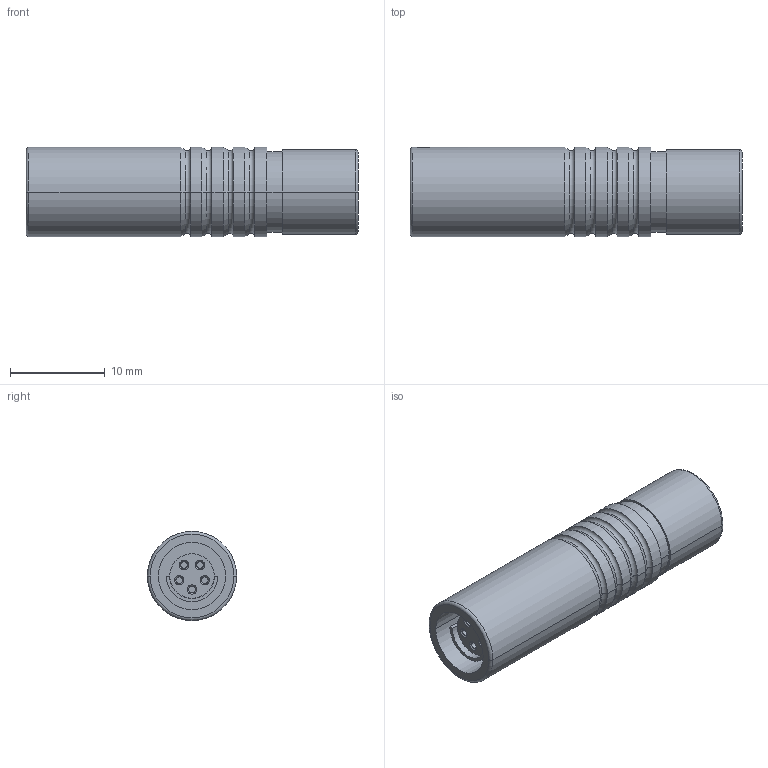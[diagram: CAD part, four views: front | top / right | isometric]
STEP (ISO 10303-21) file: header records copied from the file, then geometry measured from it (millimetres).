
FILE_DESCRIPTION((''),'2;1');
FILE_NAME('K10F1C-P05L','2021-01-25T08:04:55',('RTrager'),(''),'CREO PARAMETRIC BY PTC INC, 2018300','CREO PARAMETRIC BY PTC INC, 2018300','');
FILE_SCHEMA(('AP242_MANAGED_MODEL_BASED_3D_ENGINEERING_MIM_LF { 1 0 10303 442 1 1 4 }'));
Length unit declared in the file: millimetre
Products named in the file (1): K10F1C-P05L
Bounding box: 35 x 9.4 x 9.4 mm (x, y, z)
Volume: 1756.9 mm3; surface area: 2086 mm2
Topology: 1 solids, 1 shells, 129 faces, 288 edges, 178 vertices
Faces by surface type: cylinder 68, plane 26, cone 18, torus 17
Entity records: 5748 total; most frequent: CARTESIAN_POINT 866, DIRECTION 680, ORIENTED_EDGE 576, PRESENTATION_STYLE_ASSIGNMENT 370, STYLED_ITEM 291, AXIS2_PLACEMENT_3D 289, CURVE_STYLE 288, EDGE_CURVE 288
